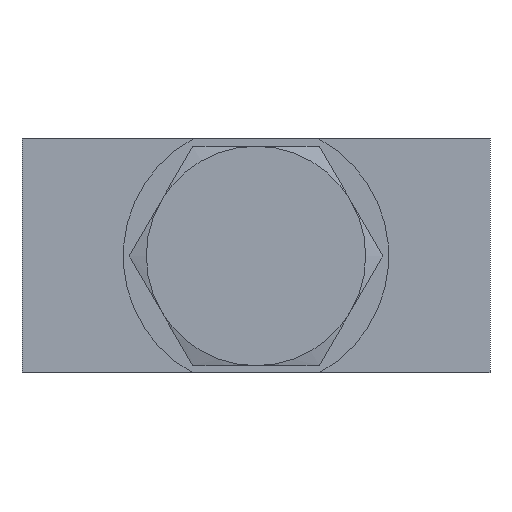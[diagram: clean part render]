
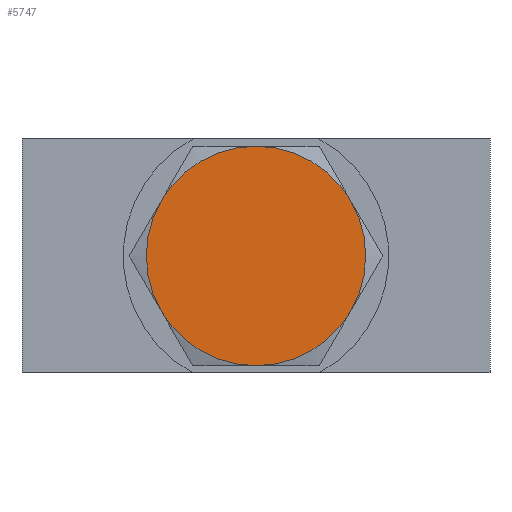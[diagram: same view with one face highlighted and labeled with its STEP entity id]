
A CAD part, left-side view. The second image highlights one B-rep face of the part: STEP entity #5747.
In plain terms, the highlighted face is planar.
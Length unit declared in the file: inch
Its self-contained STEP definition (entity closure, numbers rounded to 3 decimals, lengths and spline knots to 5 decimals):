
#5170=CARTESIAN_POINT('',(0.9375,0.,0.0));
#5171=VERTEX_POINT('',#5170);
#5224=CARTESIAN_POINT('',(0.46875,-0.8119,0.0));
#5225=VERTEX_POINT('',#5224);
#5271=CARTESIAN_POINT('',(-0.46875,-0.8119,0.0));
#5272=VERTEX_POINT('',#5271);
#5318=CARTESIAN_POINT('',(-0.9375,0.,0.0));
#5319=VERTEX_POINT('',#5318);
#5355=CARTESIAN_POINT('',(0.46875,0.8119,0.0));
#5356=VERTEX_POINT('',#5355);
#5372=CARTESIAN_POINT('',(-0.46875,0.8119,0.0));
#5373=VERTEX_POINT('',#5372);
#5374=CARTESIAN_POINT('',(0.0,0.0,0.0));
#5375=DIRECTION('',(0.0,0.0,-1.0));
#5376=DIRECTION('',(0.0,1.0,0.0));
#5377=AXIS2_PLACEMENT_3D('',#5374,#5375,#5376);
#5378=CIRCLE('',#5377,0.9375);
#5379=EDGE_CURVE('',#5373,#5356,#5378,.T.);
#5403=CARTESIAN_POINT('',(0.0,0.0,0.0));
#5404=DIRECTION('',(0.0,0.0,-1.0));
#5405=DIRECTION('',(0.0,1.0,0.0));
#5406=AXIS2_PLACEMENT_3D('',#5403,#5404,#5405);
#5407=CIRCLE('',#5406,0.9375);
#5408=EDGE_CURVE('',#5356,#5171,#5407,.T.);
#5445=CARTESIAN_POINT('',(0.0,0.0,0.0));
#5446=DIRECTION('',(0.0,0.0,-1.0));
#5447=DIRECTION('',(0.0,1.0,0.0));
#5448=AXIS2_PLACEMENT_3D('',#5445,#5446,#5447);
#5449=CIRCLE('',#5448,0.9375);
#5450=EDGE_CURVE('',#5319,#5373,#5449,.T.);
#5462=CARTESIAN_POINT('',(0.0,0.0,0.0));
#5463=DIRECTION('',(0.0,0.0,-1.0));
#5464=DIRECTION('',(0.0,1.0,0.0));
#5465=AXIS2_PLACEMENT_3D('',#5462,#5463,#5464);
#5466=CIRCLE('',#5465,0.9375);
#5467=EDGE_CURVE('',#5272,#5319,#5466,.T.);
#5478=CARTESIAN_POINT('',(0.0,0.0,0.0));
#5479=DIRECTION('',(0.0,0.0,-1.0));
#5480=DIRECTION('',(0.0,1.0,0.0));
#5481=AXIS2_PLACEMENT_3D('',#5478,#5479,#5480);
#5482=CIRCLE('',#5481,0.9375);
#5483=EDGE_CURVE('',#5171,#5225,#5482,.T.);
#5495=CARTESIAN_POINT('',(0.0,0.0,0.0));
#5496=DIRECTION('',(0.0,0.0,-1.0));
#5497=DIRECTION('',(0.0,1.0,0.0));
#5498=AXIS2_PLACEMENT_3D('',#5495,#5496,#5497);
#5499=CIRCLE('',#5498,0.9375);
#5500=EDGE_CURVE('',#5225,#5272,#5499,.T.);
#5734=CARTESIAN_POINT('',(0.,0.,0.0));
#5735=DIRECTION('',(0.0,0.0,1.0));
#5736=DIRECTION('',(1.0,0.0,0.0));
#5737=AXIS2_PLACEMENT_3D('',#5734,#5735,#5736);
#5738=PLANE('',#5737);
#5739=ORIENTED_EDGE('',*,*,#5379,.T.);
#5740=ORIENTED_EDGE('',*,*,#5408,.T.);
#5741=ORIENTED_EDGE('',*,*,#5483,.T.);
#5742=ORIENTED_EDGE('',*,*,#5500,.T.);
#5743=ORIENTED_EDGE('',*,*,#5467,.T.);
#5744=ORIENTED_EDGE('',*,*,#5450,.T.);
#5745=EDGE_LOOP('',(#5739,#5740,#5741,#5742,#5743,#5744));
#5746=FACE_OUTER_BOUND('',#5745,.T.);
#5747=ADVANCED_FACE('',(#5746),#5738,.F.);
